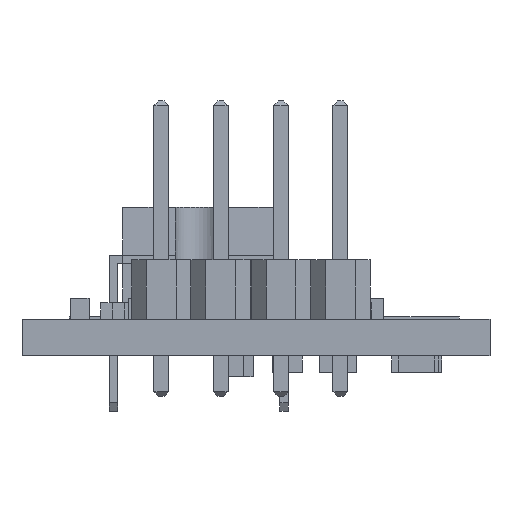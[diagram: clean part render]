
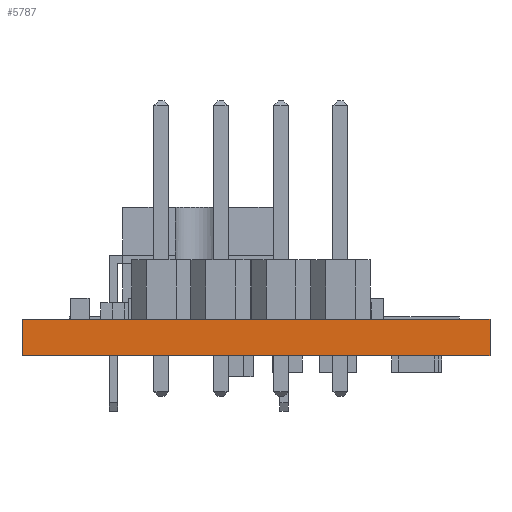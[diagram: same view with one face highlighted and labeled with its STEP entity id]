
A CAD part, front view. The second image highlights one B-rep face of the part: STEP entity #5787.
In plain terms, the highlighted planar face has unit normal (0, -1, 0).
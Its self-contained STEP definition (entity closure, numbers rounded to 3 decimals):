
#247=PLANE('',#6322);
#548=FACE_OUTER_BOUND('',#851,.T.);
#851=EDGE_LOOP('',(#4073,#4074,#4075,#4076));
#1239=LINE('',#8404,#1929);
#1240=LINE('',#8407,#1930);
#1241=LINE('',#8409,#1931);
#1242=LINE('',#8410,#1932);
#1929=VECTOR('',#6901,10.);
#1930=VECTOR('',#6904,10.);
#1931=VECTOR('',#6905,10.);
#1932=VECTOR('',#6906,10.);
#2729=VERTEX_POINT('',#8400);
#2730=VERTEX_POINT('',#8402);
#2731=VERTEX_POINT('',#8406);
#2732=VERTEX_POINT('',#8408);
#3267=EDGE_CURVE('',#2729,#2730,#1239,.T.);
#3268=EDGE_CURVE('',#2731,#2729,#1240,.T.);
#3269=EDGE_CURVE('',#2732,#2730,#1241,.T.);
#3270=EDGE_CURVE('',#2731,#2732,#1242,.T.);
#4073=ORIENTED_EDGE('',*,*,#3268,.T.);
#4074=ORIENTED_EDGE('',*,*,#3267,.T.);
#4075=ORIENTED_EDGE('',*,*,#3269,.F.);
#4076=ORIENTED_EDGE('',*,*,#3270,.F.);
#5787=ADVANCED_FACE('',(#548),#247,.T.);
#6322=AXIS2_PLACEMENT_3D('',#8405,#6902,#6903);
#6901=DIRECTION('',(0.,0.,1.));
#6902=DIRECTION('center_axis',(0.,-1.,0.));
#6903=DIRECTION('ref_axis',(1.,0.,0.));
#6904=DIRECTION('',(1.,0.,0.));
#6905=DIRECTION('',(1.,0.,0.));
#6906=DIRECTION('',(0.,0.,1.));
#8400=CARTESIAN_POINT('',(20.,0.,0.));
#8402=CARTESIAN_POINT('',(20.,0.,1.57));
#8404=CARTESIAN_POINT('',(20.,0.,0.));
#8405=CARTESIAN_POINT('Origin',(0.,0.,0.));
#8406=CARTESIAN_POINT('',(0.,0.,0.));
#8407=CARTESIAN_POINT('',(0.,0.,0.));
#8408=CARTESIAN_POINT('',(0.,0.,1.57));
#8409=CARTESIAN_POINT('',(0.,0.,1.57));
#8410=CARTESIAN_POINT('',(0.,0.,0.));
